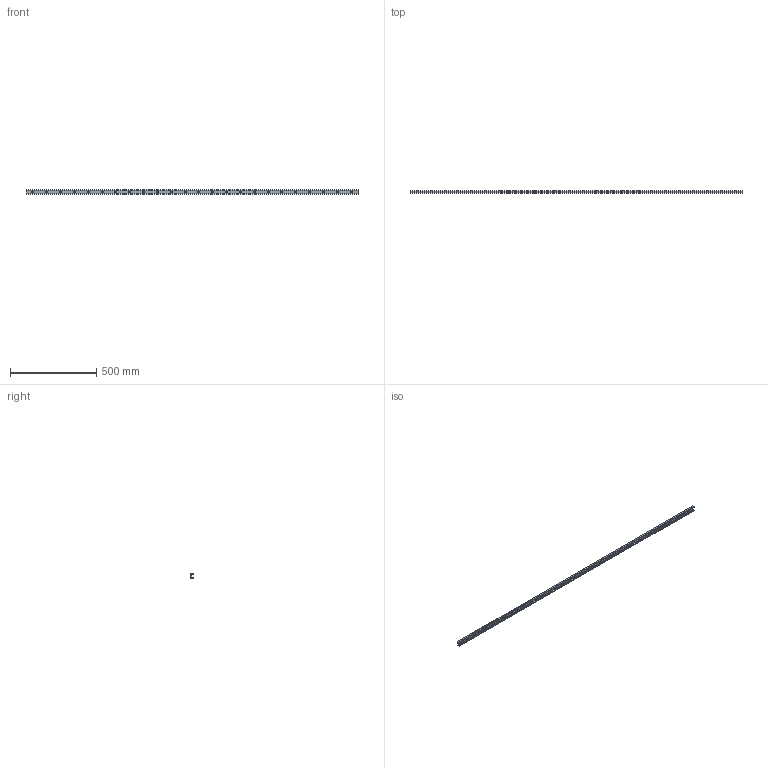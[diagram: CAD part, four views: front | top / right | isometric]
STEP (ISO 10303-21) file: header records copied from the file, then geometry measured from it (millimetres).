
FILE_DESCRIPTION((''),'2;1');
FILE_NAME('LCX 28H-1920.C.stp','2016-04-28T08:28:32',('MRathmann'),(''),'Autodesk Inventor 2012','Autodesk Inventor 2012','');
FILE_SCHEMA(('CONFIG_CONTROL_DESIGN'));
Length unit declared in the file: millimetre
Products named in the file (1): LCX 28H-1920.C
Bounding box: 1920 x 12.3 x 28 mm (x, y, z)
Volume: 310445.1 mm3; surface area: 186173.9 mm2
Topology: 1 solids, 1 shells, 96 faces, 234 edges, 164 vertices
Faces by surface type: cylinder 59, plane 37
Full cylindrical faces by diameter (mm): 6.4 x24, 11 x24
Entity records: 2574 total; most frequent: DIRECTION 474, CARTESIAN_POINT 399, ORIENTED_EDGE 324, EDGE_LOOP 216, AXIS2_PLACEMENT_3D 215, EDGE_CURVE 162, VERTEX_POINT 140, FACE_BOUND 120
